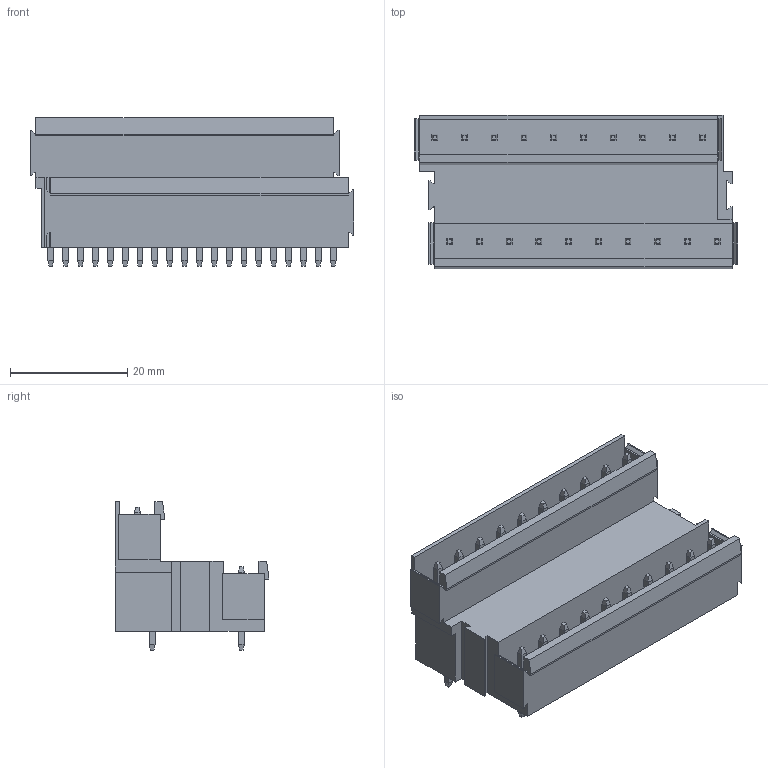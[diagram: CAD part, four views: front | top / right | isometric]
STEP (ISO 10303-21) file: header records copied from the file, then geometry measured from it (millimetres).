
FILE_DESCRIPTION(('CATIA V5 STEP Exchange','CAx-IF Rec.Pracs.--- Model Styling and Organization---1.2---2011-12-15'),'2;1');
FILE_NAME ('D1455005_0_1726820000_1726820000.stp','2018-11-10T05:26:42+00:00',('none'),('Weidmueller'),'CATIA Version 5-6 Release 2014','CATIA V5 STEP AP214','none');
FILE_SCHEMA(('AUTOMOTIVE_DESIGN { 1 0 10303 214 1 1 1 1 }'));
Length unit declared in the file: millimetre
Products named in the file (1): 1726820000
Bounding box: 55.34 x 26.28 x 25.36 mm (x, y, z)
Volume: 14811.8 mm3; surface area: 10077.9 mm2
Topology: 21 solids, 21 shells, 607 faces, 1527 edges, 962 vertices
Faces by surface type: plane 527, cylinder 80
Entity records: 15906 total; most frequent: ORIENTED_EDGE 3054, CARTESIAN_POINT 2909, DIRECTION 1885, EDGE_CURVE 1527, VECTOR 1207, LINE 1207, VERTEX_POINT 962, EDGE_LOOP 647
